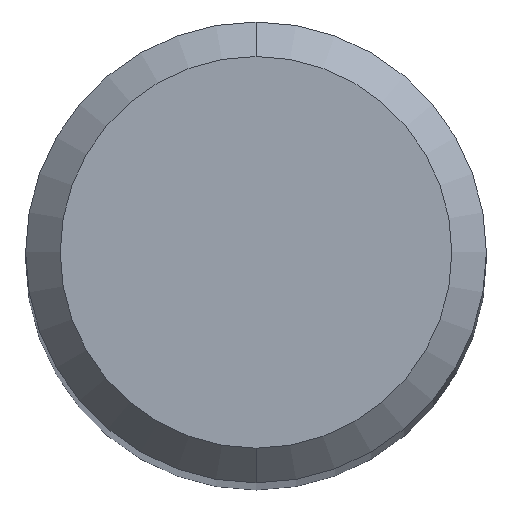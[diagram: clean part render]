
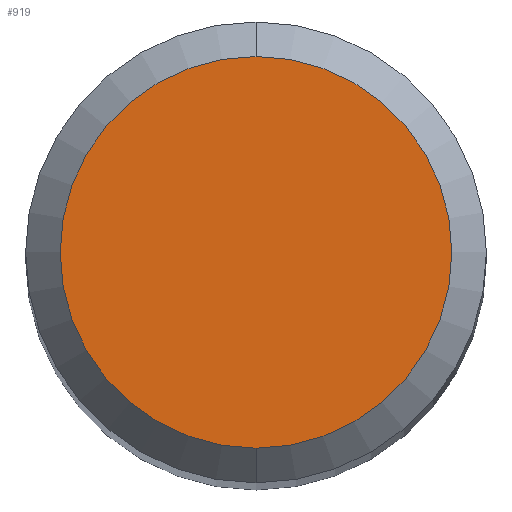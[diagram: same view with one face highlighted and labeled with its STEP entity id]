
A CAD part, top view. The second image highlights one B-rep face of the part: STEP entity #919.
In plain terms, the highlighted planar face has unit normal (0, 0, 1).
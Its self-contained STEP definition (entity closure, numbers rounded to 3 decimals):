
#763=EDGE_CURVE('',#857,#951,#1434,.T.);
#857=VERTEX_POINT('',#1536);
#919=ADVANCED_FACE('',(#1607),#1608,.T.);
#925=EDGE_CURVE('',#951,#857,#1615,.T.);
#951=VERTEX_POINT('',#1644);
#1434=CIRCLE('',#4304,1.7);
#1536=CARTESIAN_POINT('',(0.0,1.7,0.0));
#1607=FACE_OUTER_BOUND('',#5183,.T.);
#1608=PLANE('',#5184);
#1615=CIRCLE('',#5729,1.7);
#1644=CARTESIAN_POINT('',(0.,-1.7,0.0));
#4304=AXIS2_PLACEMENT_3D('',#6357,#6358,#6359);
#5183=EDGE_LOOP('',(#6567,#6568));
#5184=AXIS2_PLACEMENT_3D('',#6569,#6570,#6571);
#5729=AXIS2_PLACEMENT_3D('',#6583,#6584,#6585);
#6357=CARTESIAN_POINT('',(0.0,0.0,0.0));
#6358=DIRECTION('',(0.0,0.0,-1.0));
#6359=DIRECTION('',(0.0,1.0,0.0));
#6567=ORIENTED_EDGE('',*,*,#763,.F.);
#6568=ORIENTED_EDGE('',*,*,#925,.F.);
#6569=CARTESIAN_POINT('',(0.0,0.85,0.0));
#6570=DIRECTION('',(-0.0,0.0,1.0));
#6571=DIRECTION('',(0.0,-1.0,0.0));
#6583=CARTESIAN_POINT('',(0.0,0.0,0.0));
#6584=DIRECTION('',(0.0,0.0,-1.0));
#6585=DIRECTION('',(0.0,1.0,0.0));
